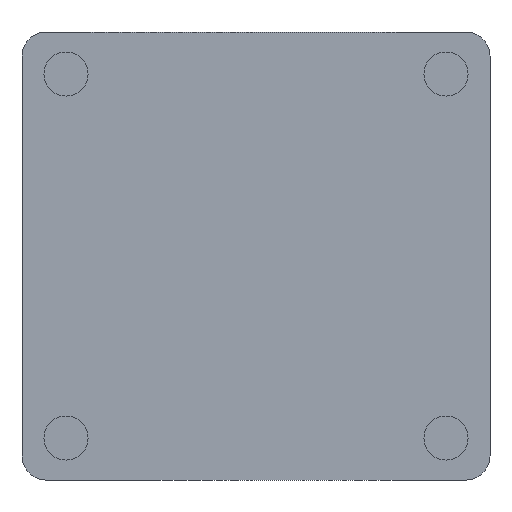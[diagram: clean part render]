
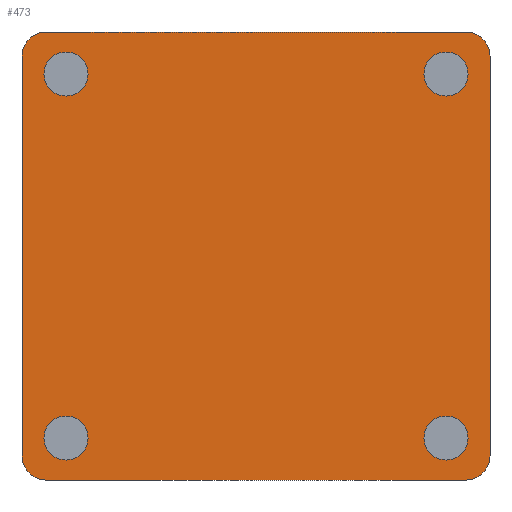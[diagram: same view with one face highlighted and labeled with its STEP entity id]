
A CAD part, front view. The second image highlights one B-rep face of the part: STEP entity #473.
In plain terms, the highlighted planar face has unit normal (0, -1, 0).
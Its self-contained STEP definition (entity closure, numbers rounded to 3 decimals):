
#1 = DIRECTION ( 'NONE',  ( 0., 0., -1. ) ) ;
#5 = ORIENTED_EDGE ( 'NONE', *, *, #91, .T. ) ;
#11 = CARTESIAN_POINT ( 'NONE',  ( 52.5, 0., -50. ) ) ;
#21 = DIRECTION ( 'NONE',  ( 0., -1., 0. ) ) ;
#23 = CARTESIAN_POINT ( 'NONE',  ( 47.5, 0., 45.5 ) ) ;
#35 = ORIENTED_EDGE ( 'NONE', *, *, #611, .T. ) ;
#40 = ORIENTED_EDGE ( 'NONE', *, *, #502, .F. ) ;
#49 = AXIS2_PLACEMENT_3D ( 'NONE', #54, #312, #413 ) ;
#51 = EDGE_CURVE ( 'NONE', #130, #397, #511, .T. ) ;
#54 = CARTESIAN_POINT ( 'NONE',  ( -47.5, 0., 45.5 ) ) ;
#56 = LINE ( 'NONE', #212, #470 ) ;
#59 = DIRECTION ( 'NONE',  ( 0., 0., 1. ) ) ;
#61 = VECTOR ( 'NONE', #113, 1000. ) ;
#64 = VERTEX_POINT ( 'NONE', #508 ) ;
#66 = DIRECTION ( 'NONE',  ( 0., -1., 0. ) ) ;
#69 = DIRECTION ( 'NONE',  ( 0., 0., -1. ) ) ;
#91 = EDGE_CURVE ( 'NONE', #391, #438, #213, .T. ) ;
#98 = CARTESIAN_POINT ( 'NONE',  ( 52.5, 0., 50. ) ) ;
#99 = FACE_BOUND ( 'NONE', #595, .T. ) ;
#102 = ORIENTED_EDGE ( 'NONE', *, *, #199, .F. ) ;
#107 = DIRECTION ( 'NONE',  ( 0., 0., -1. ) ) ;
#109 = EDGE_CURVE ( 'NONE', #64, #512, #381, .T. ) ;
#111 = CARTESIAN_POINT ( 'NONE',  ( -47.5, 0., -51. ) ) ;
#113 = DIRECTION ( 'NONE',  ( 1., 0., 0. ) ) ;
#117 = ORIENTED_EDGE ( 'NONE', *, *, #369, .F. ) ;
#119 = CARTESIAN_POINT ( 'NONE',  ( -47.5, 0., -45.5 ) ) ;
#120 = CARTESIAN_POINT ( 'NONE',  ( 58.5, 0., -50. ) ) ;
#123 = CIRCLE ( 'NONE', #222, 6. ) ;
#124 = CARTESIAN_POINT ( 'NONE',  ( -52.5, 0., 56. ) ) ;
#125 = CARTESIAN_POINT ( 'NONE',  ( 52.5, 0., -56. ) ) ;
#126 = EDGE_CURVE ( 'NONE', #620, #490, #298, .T. ) ;
#130 = VERTEX_POINT ( 'NONE', #377 ) ;
#131 = EDGE_CURVE ( 'NONE', #254, #252, #548, .T. ) ;
#136 = AXIS2_PLACEMENT_3D ( 'NONE', #458, #509, #170 ) ;
#155 = CIRCLE ( 'NONE', #255, 5.5 ) ;
#159 = CARTESIAN_POINT ( 'NONE',  ( 47.5, 0., 45.5 ) ) ;
#162 = DIRECTION ( 'NONE',  ( 0., -1., 0. ) ) ;
#165 = LINE ( 'NONE', #566, #245 ) ;
#167 = EDGE_CURVE ( 'NONE', #296, #237, #56, .T. ) ;
#170 = DIRECTION ( 'NONE',  ( 0., 0., -1. ) ) ;
#174 = CARTESIAN_POINT ( 'NONE',  ( 47.5, 0., -51. ) ) ;
#182 = DIRECTION ( 'NONE',  ( 0., -1., 0. ) ) ;
#183 = CIRCLE ( 'NONE', #543, 5.5 ) ;
#191 = ORIENTED_EDGE ( 'NONE', *, *, #51, .F. ) ;
#192 = ORIENTED_EDGE ( 'NONE', *, *, #251, .F. ) ;
#195 = ORIENTED_EDGE ( 'NONE', *, *, #126, .F. ) ;
#198 = EDGE_LOOP ( 'NONE', ( #583, #191 ) ) ;
#199 = EDGE_CURVE ( 'NONE', #249, #479, #183, .T. ) ;
#202 = CARTESIAN_POINT ( 'NONE',  ( 52.5, 0., 56. ) ) ;
#208 = EDGE_CURVE ( 'NONE', #296, #494, #123, .T. ) ;
#212 = CARTESIAN_POINT ( 'NONE',  ( -58.5, 0., -56. ) ) ;
#213 = CIRCLE ( 'NONE', #571, 6. ) ;
#222 = AXIS2_PLACEMENT_3D ( 'NONE', #11, #162, #615 ) ;
#226 = CARTESIAN_POINT ( 'NONE',  ( -52.5, 0., -50. ) ) ;
#229 = DIRECTION ( 'NONE',  ( 0., 0., -1. ) ) ;
#231 = CARTESIAN_POINT ( 'NONE',  ( -47.5, 0., -45.5 ) ) ;
#232 = CIRCLE ( 'NONE', #327, 5.5 ) ;
#235 = AXIS2_PLACEMENT_3D ( 'NONE', #159, #457, #360 ) ;
#237 = VERTEX_POINT ( 'NONE', #283 ) ;
#242 = CIRCLE ( 'NONE', #265, 5.5 ) ;
#243 = EDGE_CURVE ( 'NONE', #490, #620, #578, .T. ) ;
#245 = VECTOR ( 'NONE', #59, 1000. ) ;
#249 = VERTEX_POINT ( 'NONE', #481 ) ;
#251 = EDGE_CURVE ( 'NONE', #479, #249, #232, .T. ) ;
#252 = VERTEX_POINT ( 'NONE', #386 ) ;
#253 = CARTESIAN_POINT ( 'NONE',  ( 58.5, 0., 50. ) ) ;
#254 = VERTEX_POINT ( 'NONE', #124 ) ;
#255 = AXIS2_PLACEMENT_3D ( 'NONE', #580, #433, #69 ) ;
#260 = PLANE ( 'NONE',  #136 ) ;
#264 = EDGE_CURVE ( 'NONE', #512, #64, #242, .T. ) ;
#265 = AXIS2_PLACEMENT_3D ( 'NONE', #23, #21, #229 ) ;
#266 = DIRECTION ( 'NONE',  ( 0., -1., 0. ) ) ;
#283 = CARTESIAN_POINT ( 'NONE',  ( -52.5, 0., -56. ) ) ;
#286 = CARTESIAN_POINT ( 'NONE',  ( -47.5, 0., -40. ) ) ;
#289 = EDGE_CURVE ( 'NONE', #397, #130, #155, .T. ) ;
#296 = VERTEX_POINT ( 'NONE', #125 ) ;
#298 = CIRCLE ( 'NONE', #632, 5.5 ) ;
#300 = ORIENTED_EDGE ( 'NONE', *, *, #131, .T. ) ;
#303 = ORIENTED_EDGE ( 'NONE', *, *, #264, .F. ) ;
#308 = FACE_BOUND ( 'NONE', #198, .T. ) ;
#312 = DIRECTION ( 'NONE',  ( 0., -1., 0. ) ) ;
#327 = AXIS2_PLACEMENT_3D ( 'NONE', #579, #388, #476 ) ;
#339 = ORIENTED_EDGE ( 'NONE', *, *, #243, .F. ) ;
#351 = AXIS2_PLACEMENT_3D ( 'NONE', #569, #505, #423 ) ;
#359 = VECTOR ( 'NONE', #107, 1000. ) ;
#360 = DIRECTION ( 'NONE',  ( 0., 0., -1. ) ) ;
#361 = CARTESIAN_POINT ( 'NONE',  ( -58.5, 0., -50. ) ) ;
#369 = EDGE_CURVE ( 'NONE', #391, #494, #562, .T. ) ;
#377 = CARTESIAN_POINT ( 'NONE',  ( -47.5, 0., 40. ) ) ;
#378 = AXIS2_PLACEMENT_3D ( 'NONE', #231, #182, #628 ) ;
#381 = CIRCLE ( 'NONE', #235, 5.5 ) ;
#386 = CARTESIAN_POINT ( 'NONE',  ( -58.5, 0., 50. ) ) ;
#388 = DIRECTION ( 'NONE',  ( 0., -1., 0. ) ) ;
#391 = VERTEX_POINT ( 'NONE', #253 ) ;
#396 = VERTEX_POINT ( 'NONE', #361 ) ;
#397 = VERTEX_POINT ( 'NONE', #559 ) ;
#405 = FACE_BOUND ( 'NONE', #600, .T. ) ;
#413 = DIRECTION ( 'NONE',  ( 0., 0., -1. ) ) ;
#416 = CARTESIAN_POINT ( 'NONE',  ( 47.5, 0., -45.5 ) ) ;
#423 = DIRECTION ( 'NONE',  ( 0., 0., -1. ) ) ;
#427 = AXIS2_PLACEMENT_3D ( 'NONE', #226, #442, #437 ) ;
#433 = DIRECTION ( 'NONE',  ( 0., -1., 0. ) ) ;
#437 = DIRECTION ( 'NONE',  ( 0., 0., -1. ) ) ;
#438 = VERTEX_POINT ( 'NONE', #202 ) ;
#440 = ORIENTED_EDGE ( 'NONE', *, *, #572, .F. ) ;
#442 = DIRECTION ( 'NONE',  ( 0., -1., 0. ) ) ;
#454 = FACE_BOUND ( 'NONE', #634, .T. ) ;
#456 = CIRCLE ( 'NONE', #427, 6. ) ;
#457 = DIRECTION ( 'NONE',  ( 0., -1., 0. ) ) ;
#458 = CARTESIAN_POINT ( 'NONE',  ( 0., 0., 0. ) ) ;
#467 = DIRECTION ( 'NONE',  ( 0., -1., 0. ) ) ;
#470 = VECTOR ( 'NONE', #622, 1000. ) ;
#473 = ADVANCED_FACE ( 'NONE', ( #454, #99, #405, #308, #498 ), #260, .T. ) ;
#476 = DIRECTION ( 'NONE',  ( 0., 0., -1. ) ) ;
#479 = VERTEX_POINT ( 'NONE', #174 ) ;
#481 = CARTESIAN_POINT ( 'NONE',  ( 47.5, 0., -40. ) ) ;
#490 = VERTEX_POINT ( 'NONE', #111 ) ;
#493 = ORIENTED_EDGE ( 'NONE', *, *, #167, .F. ) ;
#494 = VERTEX_POINT ( 'NONE', #120 ) ;
#498 = FACE_OUTER_BOUND ( 'NONE', #529, .T. ) ;
#501 = CARTESIAN_POINT ( 'NONE',  ( 58.5, 0., 56. ) ) ;
#502 = EDGE_CURVE ( 'NONE', #396, #252, #165, .T. ) ;
#505 = DIRECTION ( 'NONE',  ( 0., -1., 0. ) ) ;
#508 = CARTESIAN_POINT ( 'NONE',  ( 47.5, 0., 51. ) ) ;
#509 = DIRECTION ( 'NONE',  ( 0., -1., 0. ) ) ;
#511 = CIRCLE ( 'NONE', #49, 5.5 ) ;
#512 = VERTEX_POINT ( 'NONE', #574 ) ;
#513 = CARTESIAN_POINT ( 'NONE',  ( -58.5, 0., 56. ) ) ;
#529 = EDGE_LOOP ( 'NONE', ( #440, #300, #40, #35, #493, #639, #117, #5 ) ) ;
#543 = AXIS2_PLACEMENT_3D ( 'NONE', #416, #66, #575 ) ;
#548 = CIRCLE ( 'NONE', #351, 6. ) ;
#559 = CARTESIAN_POINT ( 'NONE',  ( -47.5, 0., 51. ) ) ;
#562 = LINE ( 'NONE', #501, #359 ) ;
#563 = DIRECTION ( 'NONE',  ( 0., 0., -1. ) ) ;
#566 = CARTESIAN_POINT ( 'NONE',  ( -58.5, 0., 56. ) ) ;
#568 = LINE ( 'NONE', #513, #61 ) ;
#569 = CARTESIAN_POINT ( 'NONE',  ( -52.5, 0., 50. ) ) ;
#571 = AXIS2_PLACEMENT_3D ( 'NONE', #98, #266, #1 ) ;
#572 = EDGE_CURVE ( 'NONE', #254, #438, #568, .T. ) ;
#574 = CARTESIAN_POINT ( 'NONE',  ( 47.5, 0., 40. ) ) ;
#575 = DIRECTION ( 'NONE',  ( 0., 0., -1. ) ) ;
#578 = CIRCLE ( 'NONE', #378, 5.5 ) ;
#579 = CARTESIAN_POINT ( 'NONE',  ( 47.5, 0., -45.5 ) ) ;
#580 = CARTESIAN_POINT ( 'NONE',  ( -47.5, 0., 45.5 ) ) ;
#583 = ORIENTED_EDGE ( 'NONE', *, *, #289, .F. ) ;
#595 = EDGE_LOOP ( 'NONE', ( #195, #339 ) ) ;
#599 = ORIENTED_EDGE ( 'NONE', *, *, #109, .F. ) ;
#600 = EDGE_LOOP ( 'NONE', ( #599, #303 ) ) ;
#611 = EDGE_CURVE ( 'NONE', #396, #237, #456, .T. ) ;
#615 = DIRECTION ( 'NONE',  ( 0., 0., -1. ) ) ;
#620 = VERTEX_POINT ( 'NONE', #286 ) ;
#622 = DIRECTION ( 'NONE',  ( -1., 0., 0. ) ) ;
#628 = DIRECTION ( 'NONE',  ( 0., 0., -1. ) ) ;
#632 = AXIS2_PLACEMENT_3D ( 'NONE', #119, #467, #563 ) ;
#634 = EDGE_LOOP ( 'NONE', ( #102, #192 ) ) ;
#639 = ORIENTED_EDGE ( 'NONE', *, *, #208, .T. ) ;
